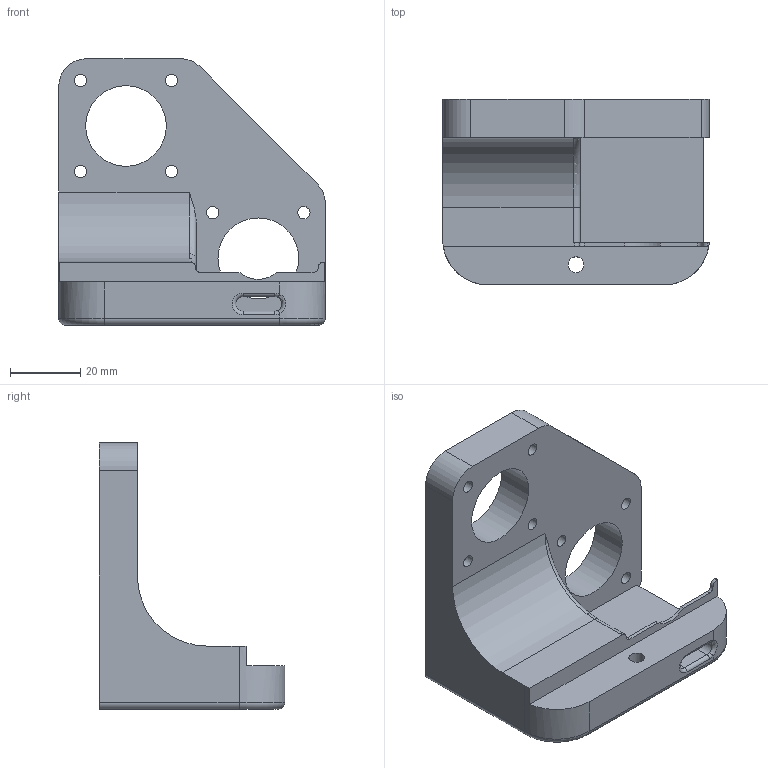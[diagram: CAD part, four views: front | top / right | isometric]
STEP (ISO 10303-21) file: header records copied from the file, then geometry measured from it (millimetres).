
FILE_DESCRIPTION(/* description */ (''),/* implementation_level */ '2;1');
FILE_NAME(/* name */ 'Stage.stp',/* time_stamp */ '2023-09-13T15:53:09-04:00',/* author */ ('Mohamed Shehata'),/* organization */ (''),/* preprocessor_version */ 'ST-DEVELOPER v19.2',/* originating_system */ 'Autodesk Inventor 2024',/* authorisation */ '');
FILE_SCHEMA (('AUTOMOTIVE_DESIGN { 1 0 10303 214 3 1 1 }'));
Length unit declared in the file: millimetre
Products named in the file (1): Part2
Bounding box: 76 x 52.88 x 76 mm (x, y, z)
Volume: 80705.4 mm3; surface area: 22249.3 mm2
Topology: 1 solids, 1 shells, 63 faces, 207 edges, 164 vertices
Faces by surface type: cylinder 32, plane 22, torus 8, bspline 1
Full cylindrical faces by diameter (mm): 3.5 x8, 4.5 x1, 23 x2
Entity records: 2374 total; most frequent: CARTESIAN_POINT 472, DIRECTION 424, ORIENTED_EDGE 340, EDGE_CURVE 170, AXIS2_PLACEMENT_3D 170, VERTEX_POINT 108, CIRCLE 107, EDGE_LOOP 86
